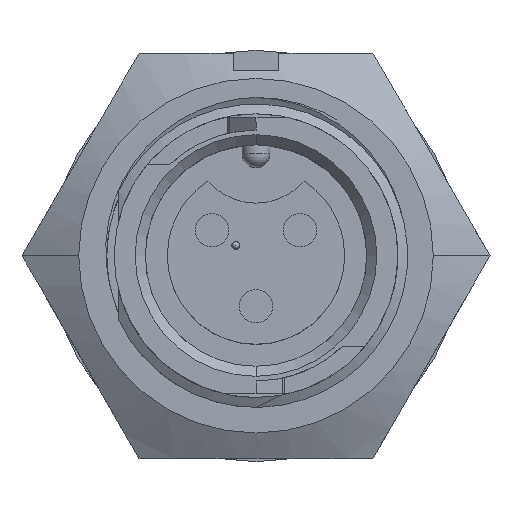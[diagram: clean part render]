
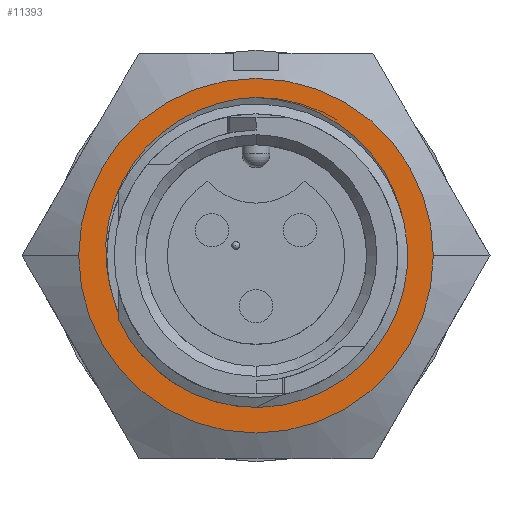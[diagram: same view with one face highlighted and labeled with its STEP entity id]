
A CAD part, top view. The second image highlights one B-rep face of the part: STEP entity #11393.
In plain terms, the highlighted planar face has unit normal (0, 0, 1).
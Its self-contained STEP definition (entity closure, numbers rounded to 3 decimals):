
#26 = VERTEX_POINT ( 'NONE', #8608 ) ;
#279 = CARTESIAN_POINT ( 'NONE',  ( -1.142, 7.839, -6.216 ) ) ;
#346 = CARTESIAN_POINT ( 'NONE',  ( -7.475, 1.358, -6.216 ) ) ;
#700 = CARTESIAN_POINT ( 'NONE',  ( 3.795, 6.845, -6.216 ) ) ;
#867 = CIRCLE ( 'NONE', #1106, 7.48 ) ;
#1106 = AXIS2_PLACEMENT_3D ( 'NONE', #13209, #2639, #5839 ) ;
#1290 = DIRECTION ( 'NONE',  ( 0., 0., -1. ) ) ;
#1392 = CARTESIAN_POINT ( 'NONE',  ( -0.572, 7.92, -6.216 ) ) ;
#1428 = VERTEX_POINT ( 'NONE', #11616 ) ;
#1468 = AXIS2_PLACEMENT_3D ( 'NONE', #7864, #5647, #9739 ) ;
#1674 = CARTESIAN_POINT ( 'NONE',  ( 2.242, 7.558, -6.216 ) ) ;
#1809 = CARTESIAN_POINT ( 'NONE',  ( 7.047, 2.994, -6.216 ) ) ;
#2372 = CARTESIAN_POINT ( 'NONE',  ( -6.251, 4.521, -6.216 ) ) ;
#2439 = CARTESIAN_POINT ( 'NONE',  ( -7.534, -0.057, -6.216 ) ) ;
#2639 = DIRECTION ( 'NONE',  ( 0., 0., 1. ) ) ;
#2928 = ORIENTED_EDGE ( 'NONE', *, *, #12420, .T. ) ;
#3256 = CARTESIAN_POINT ( 'NONE',  ( -7.45, -0.91, -6.216 ) ) ;
#3884 = VERTEX_POINT ( 'NONE', #5319 ) ;
#3967 = CARTESIAN_POINT ( 'NONE',  ( 7.537, 0.781, -6.216 ) ) ;
#3975 = EDGE_LOOP ( 'NONE', ( #8689, #10929 ) ) ;
#4023 = VERTEX_POINT ( 'NONE', #9277 ) ;
#4115 = AXIS2_PLACEMENT_3D ( 'NONE', #12319, #13561, #8207 ) ;
#4460 = CARTESIAN_POINT ( 'NONE',  ( -5.552, 5.41, -6.216 ) ) ;
#4480 = EDGE_CURVE ( 'NONE', #1428, #3884, #8078, .T. ) ;
#4958 = CARTESIAN_POINT ( 'NONE',  ( 5.55, 5.413, -6.216 ) ) ;
#5167 = CARTESIAN_POINT ( 'NONE',  ( 7.532, -0.351, -6.216 ) ) ;
#5319 = CARTESIAN_POINT ( 'NONE',  ( 8.89, 0., -6.216 ) ) ;
#5366 = CARTESIAN_POINT ( 'NONE',  ( -3.795, 6.844, -6.216 ) ) ;
#5413 = B_SPLINE_CURVE_WITH_KNOTS ( 'NONE', 3,
 ( #12391, #6134, #5993, #9248, #10232, #1674, #8009, #700, #11347, #13360, #4958, #5930, #12519, #1809, #10370, #13494, #3967, #5167, #12458, #11413 ),
 .UNSPECIFIED., .F., .F.,
 ( 4, 2, 2, 2, 2, 2, 2, 2, 2, 4 ),
 ( 0., 0.001, 0.002, 0.003, 0.005, 0.007, 0.009, 0.01, 0.012, 0.014 ),
 .UNSPECIFIED. ) ;
#5507 = CARTESIAN_POINT ( 'NONE',  ( -7.536, 0.794, -6.216 ) ) ;
#5578 = CARTESIAN_POINT ( 'NONE',  ( -7.334, -1.47, -6.216 ) ) ;
#5641 = CARTESIAN_POINT ( 'NONE',  ( 0., 7.938, -6.216 ) ) ;
#5647 = DIRECTION ( 'NONE',  ( 0., 0., -1. ) ) ;
#5738 = CARTESIAN_POINT ( 'NONE',  ( 0., 0., -6.216 ) ) ;
#5839 = DIRECTION ( 'NONE',  ( 1., 0., 0. ) ) ;
#5930 = CARTESIAN_POINT ( 'NONE',  ( 6.255, 4.516, -6.216 ) ) ;
#5993 = CARTESIAN_POINT ( 'NONE',  ( 0.57, 7.904, -6.216 ) ) ;
#6134 = CARTESIAN_POINT ( 'NONE',  ( 0.286, 7.929, -6.216 ) ) ;
#6297 = EDGE_CURVE ( 'NONE', #4023, #9067, #10956, .T. ) ;
#6410 = CARTESIAN_POINT ( 'NONE',  ( -6.555, 4.03, -6.216 ) ) ;
#6483 = CARTESIAN_POINT ( 'NONE',  ( -7.517, -0.343, -6.216 ) ) ;
#6698 = CARTESIAN_POINT ( 'NONE',  ( -7.04, 3.009, -6.216 ) ) ;
#7145 = EDGE_CURVE ( 'NONE', #4023, #26, #867, .T. ) ;
#7864 = CARTESIAN_POINT ( 'NONE',  ( 0., 0., -6.216 ) ) ;
#8009 = CARTESIAN_POINT ( 'NONE',  ( 2.774, 7.36, -6.216 ) ) ;
#8078 = CIRCLE ( 'NONE', #10992, 8.89 ) ;
#8207 = DIRECTION ( 'NONE',  ( -1., 0., 0. ) ) ;
#8608 = CARTESIAN_POINT ( 'NONE',  ( 7.334, -1.47, -6.216 ) ) ;
#8689 = ORIENTED_EDGE ( 'NONE', *, *, #4480, .F. ) ;
#8699 = CARTESIAN_POINT ( 'NONE',  ( -2.787, 7.354, -6.216 ) ) ;
#8931 = CARTESIAN_POINT ( 'NONE',  ( 0., 7.938, -6.216 ) ) ;
#9067 = VERTEX_POINT ( 'NONE', #8931 ) ;
#9104 = PLANE ( 'NONE',  #4115 ) ;
#9248 = CARTESIAN_POINT ( 'NONE',  ( 1.136, 7.824, -6.216 ) ) ;
#9277 = CARTESIAN_POINT ( 'NONE',  ( -7.334, -1.47, -6.216 ) ) ;
#9727 = CARTESIAN_POINT ( 'NONE',  ( -7.225, 2.475, -6.216 ) ) ;
#9739 = DIRECTION ( 'NONE',  ( -1., 0., 0. ) ) ;
#9803 = CARTESIAN_POINT ( 'NONE',  ( -5.156, 5.813, -6.216 ) ) ;
#9970 = DIRECTION ( 'NONE',  ( -1., 0., 0. ) ) ;
#10231 = FACE_OUTER_BOUND ( 'NONE', #3975, .T. ) ;
#10232 = CARTESIAN_POINT ( 'NONE',  ( 1.417, 7.769, -6.216 ) ) ;
#10316 = ORIENTED_EDGE ( 'NONE', *, *, #7145, .F. ) ;
#10370 = CARTESIAN_POINT ( 'NONE',  ( 7.23, 2.457, -6.216 ) ) ;
#10925 = CARTESIAN_POINT ( 'NONE',  ( -4.27, 6.536, -6.216 ) ) ;
#10929 = ORIENTED_EDGE ( 'NONE', *, *, #11738, .F. ) ;
#10956 = B_SPLINE_CURVE_WITH_KNOTS ( 'NONE', 3,
 ( #5578, #12861, #3256, #6483, #2439, #5507, #346, #9727, #6698, #6410, #2372, #4460, #9803, #10925, #5366, #8699, #12936, #279, #1392, #5641 ),
 .UNSPECIFIED., .F., .F.,
 ( 4, 2, 2, 2, 2, 2, 2, 2, 2, 4 ),
 ( 0., 0.001, 0.002, 0.003, 0.005, 0.007, 0.009, 0.01, 0.012, 0.014 ),
 .UNSPECIFIED. ) ;
#10992 = AXIS2_PLACEMENT_3D ( 'NONE', #5738, #1290, #9970 ) ;
#11347 = CARTESIAN_POINT ( 'NONE',  ( 4.269, 6.536, -6.216 ) ) ;
#11393 = ADVANCED_FACE ( 'NONE', ( #12517, #10231 ), #9104, .F. ) ;
#11413 = CARTESIAN_POINT ( 'NONE',  ( 7.334, -1.47, -6.216 ) ) ;
#11616 = CARTESIAN_POINT ( 'NONE',  ( -8.89, 0., -6.216 ) ) ;
#11689 = EDGE_LOOP ( 'NONE', ( #12330, #2928, #10316 ) ) ;
#11738 = EDGE_CURVE ( 'NONE', #3884, #1428, #12784, .T. ) ;
#12319 = CARTESIAN_POINT ( 'NONE',  ( -5.866, -10.16, -6.216 ) ) ;
#12330 = ORIENTED_EDGE ( 'NONE', *, *, #6297, .T. ) ;
#12391 = CARTESIAN_POINT ( 'NONE',  ( 0., 7.938, -6.216 ) ) ;
#12420 = EDGE_CURVE ( 'NONE', #9067, #26, #5413, .T. ) ;
#12458 = CARTESIAN_POINT ( 'NONE',  ( 7.466, -0.913, -6.216 ) ) ;
#12517 = FACE_BOUND ( 'NONE', #11689, .T. ) ;
#12519 = CARTESIAN_POINT ( 'NONE',  ( 6.557, 4.028, -6.216 ) ) ;
#12784 = CIRCLE ( 'NONE', #1468, 8.89 ) ;
#12861 = CARTESIAN_POINT ( 'NONE',  ( -7.4, -1.192, -6.216 ) ) ;
#12936 = CARTESIAN_POINT ( 'NONE',  ( -2.248, 7.557, -6.216 ) ) ;
#13209 = CARTESIAN_POINT ( 'NONE',  ( 0., 0., -6.216 ) ) ;
#13360 = CARTESIAN_POINT ( 'NONE',  ( 5.145, 5.822, -6.216 ) ) ;
#13494 = CARTESIAN_POINT ( 'NONE',  ( 7.475, 1.355, -6.216 ) ) ;
#13561 = DIRECTION ( 'NONE',  ( 0., 0., -1. ) ) ;
